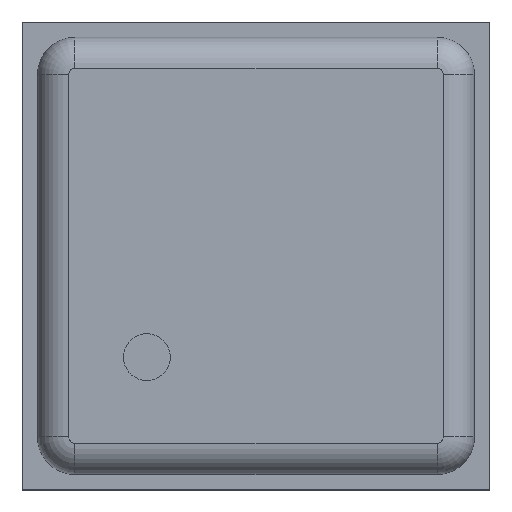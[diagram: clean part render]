
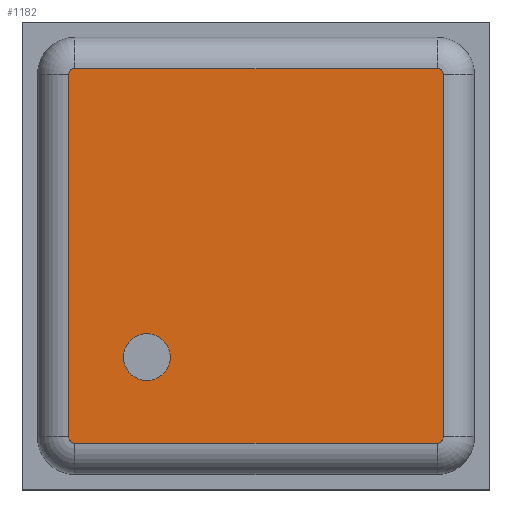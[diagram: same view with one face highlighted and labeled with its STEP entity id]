
A CAD part, top view. The second image highlights one B-rep face of the part: STEP entity #1182.
In plain terms, the highlighted planar face has unit normal (0, 0, 1).
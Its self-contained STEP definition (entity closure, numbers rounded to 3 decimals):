
#3 = VERTEX_POINT ( 'NONE', #273 ) ;
#63 = DIRECTION ( 'NONE',  ( 0., 0., 1. ) ) ;
#91 = VECTOR ( 'NONE', #919, 1000. ) ;
#144 = VERTEX_POINT ( 'NONE', #1138 ) ;
#167 = EDGE_CURVE ( 'NONE', #1496, #3, #2586, .T. ) ;
#169 = DIRECTION ( 'NONE',  ( 1., 0., 0. ) ) ;
#183 = CIRCLE ( 'NONE', #2467, 0.15 ) ;
#197 = ORIENTED_EDGE ( 'NONE', *, *, #233, .T. ) ;
#221 = CIRCLE ( 'NONE', #1960, 0.04 ) ;
#227 = DIRECTION ( 'NONE',  ( 0., -1., 0. ) ) ;
#233 = EDGE_CURVE ( 'NONE', #2711, #144, #221, .T. ) ;
#273 = CARTESIAN_POINT ( 'NONE',  ( 1.2, 1.16, 0.752 ) ) ;
#315 = CARTESIAN_POINT ( 'NONE',  ( -1.16, 1.2, 0.752 ) ) ;
#326 = CIRCLE ( 'NONE', #1339, 0.04 ) ;
#343 = DIRECTION ( 'NONE',  ( 0., 1., 0. ) ) ;
#350 = EDGE_CURVE ( 'NONE', #2179, #1496, #326, .T. ) ;
#379 = CARTESIAN_POINT ( 'NONE',  ( -0.699, -0.649, 0.752 ) ) ;
#401 = ORIENTED_EDGE ( 'NONE', *, *, #350, .T. ) ;
#402 = DIRECTION ( 'NONE',  ( 0., 0., -1. ) ) ;
#427 = ORIENTED_EDGE ( 'NONE', *, *, #1150, .T. ) ;
#430 = CARTESIAN_POINT ( 'NONE',  ( -1.2, 0., 0.752 ) ) ;
#433 = CARTESIAN_POINT ( 'NONE',  ( -1.16, -1.2, 0.752 ) ) ;
#464 = VERTEX_POINT ( 'NONE', #2313 ) ;
#481 = DIRECTION ( 'NONE',  ( 0., 0., 1. ) ) ;
#512 = ORIENTED_EDGE ( 'NONE', *, *, #1058, .T. ) ;
#557 = EDGE_CURVE ( 'NONE', #464, #2711, #2523, .T. ) ;
#561 = EDGE_LOOP ( 'NONE', ( #512, #719 ) ) ;
#562 = CARTESIAN_POINT ( 'NONE',  ( -1.16, -1.16, 0.752 ) ) ;
#595 = VECTOR ( 'NONE', #227, 1000. ) ;
#609 = VERTEX_POINT ( 'NONE', #1623 ) ;
#719 = ORIENTED_EDGE ( 'NONE', *, *, #755, .T. ) ;
#755 = EDGE_CURVE ( 'NONE', #609, #2736, #2409, .T. ) ;
#781 = DIRECTION ( 'NONE',  ( 1., 0., 0. ) ) ;
#831 = AXIS2_PLACEMENT_3D ( 'NONE', #1135, #2419, #913 ) ;
#836 = ORIENTED_EDGE ( 'NONE', *, *, #2253, .T. ) ;
#913 = DIRECTION ( 'NONE',  ( 1., 0., 0. ) ) ;
#919 = DIRECTION ( 'NONE',  ( 1., 0., 0. ) ) ;
#933 = CARTESIAN_POINT ( 'NONE',  ( -1.2, -1.16, 0.752 ) ) ;
#1008 = CIRCLE ( 'NONE', #1122, 0.04 ) ;
#1048 = DIRECTION ( 'NONE',  ( 1., 0., 0. ) ) ;
#1058 = EDGE_CURVE ( 'NONE', #2736, #609, #183, .T. ) ;
#1076 = AXIS2_PLACEMENT_3D ( 'NONE', #379, #1671, #169 ) ;
#1122 = AXIS2_PLACEMENT_3D ( 'NONE', #562, #2062, #781 ) ;
#1135 = CARTESIAN_POINT ( 'NONE',  ( 1.16, 1.16, 0.752 ) ) ;
#1138 = CARTESIAN_POINT ( 'NONE',  ( -1.2, 1.16, 0.752 ) ) ;
#1150 = EDGE_CURVE ( 'NONE', #3, #464, #2008, .T. ) ;
#1151 = CARTESIAN_POINT ( 'NONE',  ( 1.2, 0., 0.752 ) ) ;
#1182 = ADVANCED_FACE ( 'NONE', ( #1381, #2444 ), #1979, .T. ) ;
#1218 = CARTESIAN_POINT ( 'NONE',  ( 0., 1.2, 0.752 ) ) ;
#1270 = CARTESIAN_POINT ( 'NONE',  ( 1.16, -1.16, 0.752 ) ) ;
#1285 = VERTEX_POINT ( 'NONE', #433 ) ;
#1313 = VECTOR ( 'NONE', #2642, 1000. ) ;
#1339 = AXIS2_PLACEMENT_3D ( 'NONE', #1270, #63, #1048 ) ;
#1381 = FACE_OUTER_BOUND ( 'NONE', #2269, .T. ) ;
#1418 = CARTESIAN_POINT ( 'NONE',  ( 1.16, -1.2, 0.752 ) ) ;
#1496 = VERTEX_POINT ( 'NONE', #1743 ) ;
#1552 = EDGE_CURVE ( 'NONE', #144, #2640, #1726, .T. ) ;
#1621 = CARTESIAN_POINT ( 'NONE',  ( -0.549, -0.649, 0.752 ) ) ;
#1623 = CARTESIAN_POINT ( 'NONE',  ( -0.849, -0.649, 0.752 ) ) ;
#1671 = DIRECTION ( 'NONE',  ( 0., 0., -1. ) ) ;
#1681 = ORIENTED_EDGE ( 'NONE', *, *, #1552, .T. ) ;
#1689 = DIRECTION ( 'NONE',  ( 1., 0., 0. ) ) ;
#1725 = DIRECTION ( 'NONE',  ( 1., 0., 0. ) ) ;
#1726 = LINE ( 'NONE', #430, #595 ) ;
#1731 = LINE ( 'NONE', #2207, #91 ) ;
#1734 = CARTESIAN_POINT ( 'NONE',  ( -1.16, 1.16, 0.752 ) ) ;
#1743 = CARTESIAN_POINT ( 'NONE',  ( 1.2, -1.16, 0.752 ) ) ;
#1753 = DIRECTION ( 'NONE',  ( 1., 0., 0. ) ) ;
#1784 = ORIENTED_EDGE ( 'NONE', *, *, #167, .T. ) ;
#1913 = CARTESIAN_POINT ( 'NONE',  ( -0.699, -0.649, 0.752 ) ) ;
#1918 = DIRECTION ( 'NONE',  ( 0., 0., 1. ) ) ;
#1960 = AXIS2_PLACEMENT_3D ( 'NONE', #1734, #1918, #1725 ) ;
#1979 = PLANE ( 'NONE',  #1982 ) ;
#1982 = AXIS2_PLACEMENT_3D ( 'NONE', #2193, #481, #1753 ) ;
#2008 = CIRCLE ( 'NONE', #831, 0.04 ) ;
#2018 = VECTOR ( 'NONE', #343, 1000. ) ;
#2062 = DIRECTION ( 'NONE',  ( 0., 0., 1. ) ) ;
#2179 = VERTEX_POINT ( 'NONE', #1418 ) ;
#2193 = CARTESIAN_POINT ( 'NONE',  ( 0., 0., 0.752 ) ) ;
#2207 = CARTESIAN_POINT ( 'NONE',  ( 0., -1.2, 0.752 ) ) ;
#2253 = EDGE_CURVE ( 'NONE', #1285, #2179, #1731, .T. ) ;
#2269 = EDGE_LOOP ( 'NONE', ( #2794, #197, #1681, #2761, #836, #401, #1784, #427 ) ) ;
#2313 = CARTESIAN_POINT ( 'NONE',  ( 1.16, 1.2, 0.752 ) ) ;
#2409 = CIRCLE ( 'NONE', #1076, 0.15 ) ;
#2419 = DIRECTION ( 'NONE',  ( 0., 0., 1. ) ) ;
#2444 = FACE_BOUND ( 'NONE', #561, .T. ) ;
#2467 = AXIS2_PLACEMENT_3D ( 'NONE', #1913, #402, #1689 ) ;
#2523 = LINE ( 'NONE', #1218, #1313 ) ;
#2586 = LINE ( 'NONE', #1151, #2018 ) ;
#2640 = VERTEX_POINT ( 'NONE', #933 ) ;
#2642 = DIRECTION ( 'NONE',  ( -1., 0., 0. ) ) ;
#2711 = VERTEX_POINT ( 'NONE', #315 ) ;
#2736 = VERTEX_POINT ( 'NONE', #1621 ) ;
#2761 = ORIENTED_EDGE ( 'NONE', *, *, #2772, .T. ) ;
#2772 = EDGE_CURVE ( 'NONE', #2640, #1285, #1008, .T. ) ;
#2794 = ORIENTED_EDGE ( 'NONE', *, *, #557, .T. ) ;
